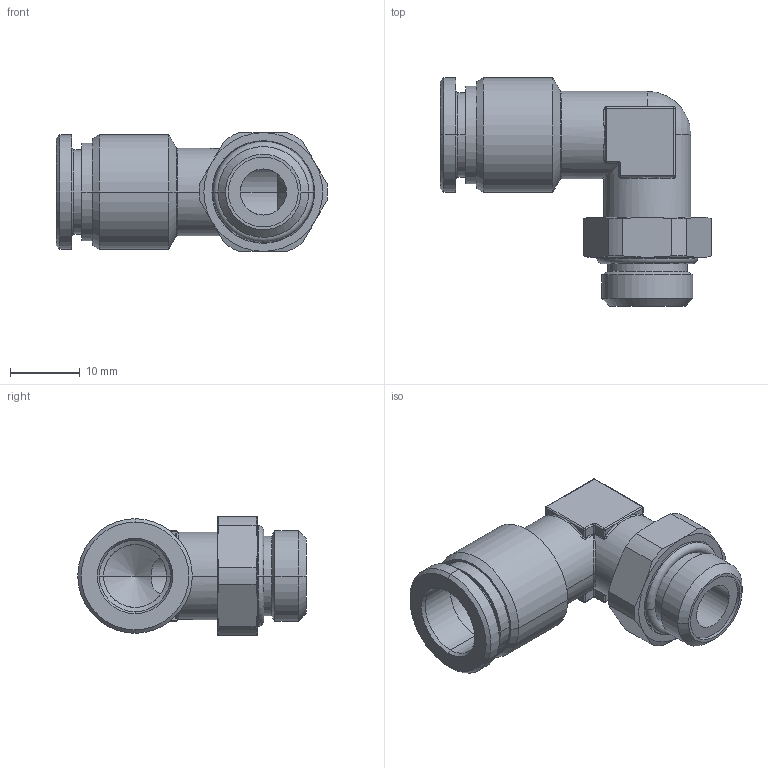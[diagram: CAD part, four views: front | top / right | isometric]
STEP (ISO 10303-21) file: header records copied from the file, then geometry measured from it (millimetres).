
FILE_DESCRIPTION((''),'2;1');
FILE_NAME('mxm.16.10.14',(''),('sopra-pneumatic'),'PRO/ENGINEER BY PARAMETRIC TECHNOLOGY CORPORATION, 2015110','PRO/ENGINEER BY PARAMETRIC TECHNOLOGY CORPORATION, 2015110','');
FILE_SCHEMA(('CONFIG_CONTROL_DESIGN'));
Length unit declared in the file: millimetre
Products named in the file (1): 381071B_930X4-10FF-1-4
Bounding box: 38.79 x 32.7 x 17 mm (x, y, z)
Volume: 5465.1 mm3; surface area: 5130.7 mm2
Topology: 2 solids, 2 shells, 201 faces, 440 edges, 248 vertices
Faces by surface type: cylinder 68, cone 40, plane 36, torus 28, bspline 16, sphere 13
Entity records: 6644 total; most frequent: CARTESIAN_POINT 2242, DIRECTION 984, ORIENTED_EDGE 874, EDGE_CURVE 437, AXIS2_PLACEMENT_3D 422, VERTEX_POINT 248, CIRCLE 237, EDGE_LOOP 213
